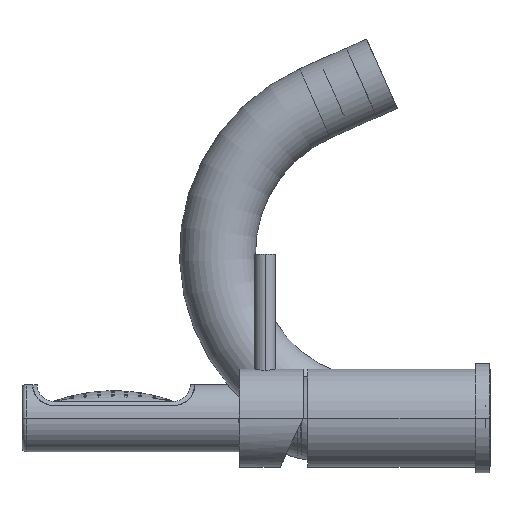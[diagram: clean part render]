
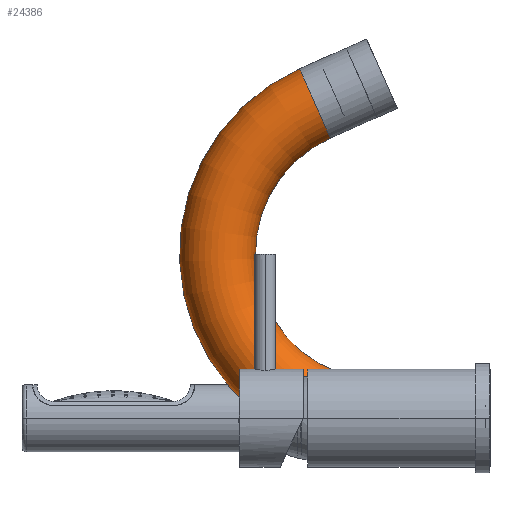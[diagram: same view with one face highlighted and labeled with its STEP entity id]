
A CAD part, left-side view. The second image highlights one B-rep face of the part: STEP entity #24386.
In plain terms, the highlighted toroidal (fillet/blend) face has major radius 78 mm and minor radius 18 mm.
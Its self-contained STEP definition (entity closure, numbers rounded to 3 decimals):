
#23909=CARTESIAN_POINT('',(150.,44.8,78.));
#23910=DIRECTION('',(1.,0.,0.));
#23911=DIRECTION('',(0.,0.,-1.));
#23912=AXIS2_PLACEMENT_3D('',#23909,#23910,#23911);
#23914=CARTESIAN_POINT('',(150.,44.8,0.));
#23915=DIRECTION('',(0.,1.,0.));
#23916=DIRECTION('',(0.,0.,-1.));
#23917=AXIS2_PLACEMENT_3D('',#23914,#23915,#23916);
#23919=CARTESIAN_POINT('',(150.,44.8,78.));
#23920=DIRECTION('',(1.,0.,0.));
#23921=DIRECTION('',(0.,0.,-1.));
#23922=AXIS2_PLACEMENT_3D('',#23919,#23920,#23921);
#23973=CARTESIAN_POINT('',(150.,76.525,149.257));
#23974=DIRECTION('',(0.,-0.914,0.407));
#23975=DIRECTION('',(0.,0.407,0.914));
#23976=AXIS2_PLACEMENT_3D('',#23973,#23974,#23975);
#24184=CARTESIAN_POINT('',(150.,44.8,18.));
#24185=CARTESIAN_POINT('',(150.,44.8,-18.));
#24186=VERTEX_POINT('',#24184);
#24187=VERTEX_POINT('',#24185);
#24192=CARTESIAN_POINT('',(150.,69.204,132.813));
#24193=CARTESIAN_POINT('',(150.,83.847,165.7));
#24194=VERTEX_POINT('',#24192);
#24195=VERTEX_POINT('',#24193);
#24374=CARTESIAN_POINT('',(150.,44.8,78.));
#24375=DIRECTION('',(1.,0.,0.));
#24376=DIRECTION('',(0.,0.,1.));
#24377=AXIS2_PLACEMENT_3D('',#24374,#24375,#24376);
#24378=TOROIDAL_SURFACE('',#24377,78.,18.);
#24379=ORIENTED_EDGE('',*,*,#24295,.F.);
#24380=ORIENTED_EDGE('',*,*,#24362,.T.);
#24382=ORIENTED_EDGE('',*,*,#24381,.T.);
#24383=ORIENTED_EDGE('',*,*,#24358,.F.);
#24384=EDGE_LOOP('',(#24379,#24380,#24382,#24383));
#24385=FACE_OUTER_BOUND('',#24384,.F.);
#24386=ADVANCED_FACE('',(#24385),#24378,.T.);
#23913=CIRCLE('',#23912,60.);
#23918=CIRCLE('',#23917,18.);
#23923=CIRCLE('',#23922,96.);
#23977=CIRCLE('',#23976,18.);
#24295=EDGE_CURVE('',#24187,#24186,#23918,.T.);
#24358=EDGE_CURVE('',#24186,#24194,#23913,.T.);
#24362=EDGE_CURVE('',#24187,#24195,#23923,.T.);
#24381=EDGE_CURVE('',#24195,#24194,#23977,.T.);
